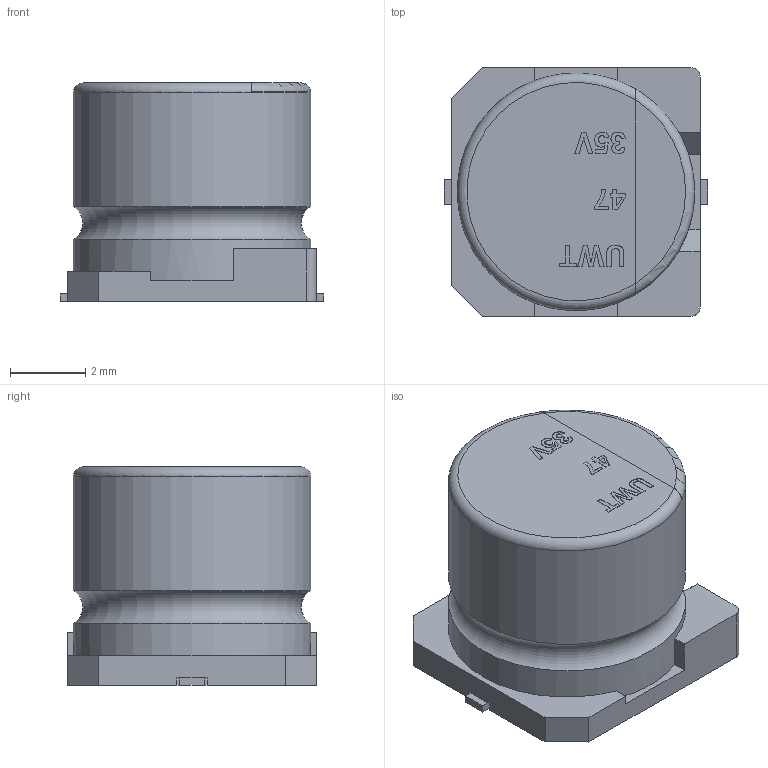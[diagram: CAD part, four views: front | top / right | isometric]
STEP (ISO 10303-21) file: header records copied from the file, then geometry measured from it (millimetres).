
FILE_DESCRIPTION(('FreeCAD Model'),'2;1');
FILE_NAME('Nichicon_UWT1V470MCL1GS.step','2019-07-20T23:30:52',('Author'),(''), 'Open CASCADE STEP processor 7.3','FreeCAD','Unknown');
FILE_SCHEMA(('AUTOMOTIVE_DESIGN { 1 0 10303 214 1 1 1 1 }'));
Length unit declared in the file: millimetre
Products named in the file (1): UWT1V470MCL1GS
Bounding box: 7 x 6.6 x 5.81 mm (x, y, z)
Volume: 189.7 mm3; surface area: 212.6 mm2
Topology: 1 solids, 1 shells, 182 faces, 499 edges, 328 vertices
Faces by surface type: plane 119, extrusion 55, cylinder 5, torus 3
Full cylindrical faces by diameter (mm): 6.3 x2
Entity records: 7086 total; most frequent: CARTESIAN_POINT 1384, ORIENTED_EDGE 998, DIRECTION 718, EDGE_CURVE 499, VECTOR 418, LINE 363, VERTEX_POINT 328, FACE_BOUND 191
